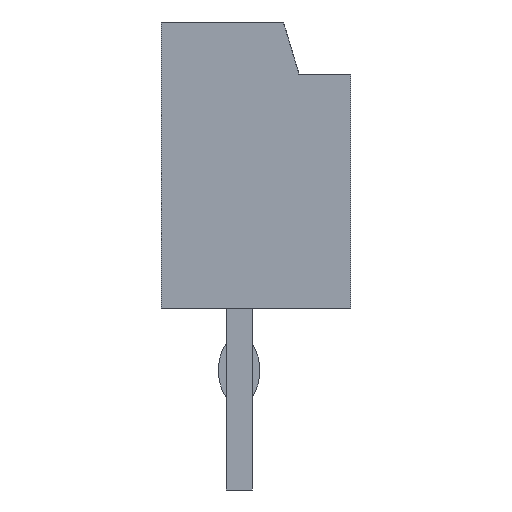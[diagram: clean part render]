
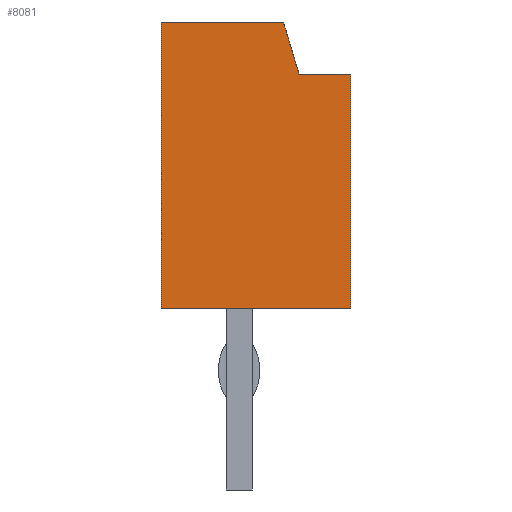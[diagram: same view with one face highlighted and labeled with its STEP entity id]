
A CAD part, left-side view. The second image highlights one B-rep face of the part: STEP entity #8081.
In plain terms, the highlighted planar face has unit normal (-1, 0, 0).
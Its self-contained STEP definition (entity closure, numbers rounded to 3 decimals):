
#32 = PLANE('',#33);
#33 = AXIS2_PLACEMENT_3D('',#34,#35,#36);
#34 = CARTESIAN_POINT('',(3.,1.5,2.75));
#35 = DIRECTION('',(0.,-1.,0.));
#36 = DIRECTION('',(1.,0.,0.));
#449 = VERTEX_POINT('',#450);
#450 = CARTESIAN_POINT('',(-2.,1.5,5.5));
#464 = PLANE('',#465);
#465 = AXIS2_PLACEMENT_3D('',#466,#467,#468);
#466 = CARTESIAN_POINT('',(8.,1.5,5.5));
#467 = DIRECTION('',(0.,0.,1.));
#468 = DIRECTION('',(-1.,0.,0.));
#476 = EDGE_CURVE('',#449,#477,#479,.T.);
#477 = VERTEX_POINT('',#478);
#478 = CARTESIAN_POINT('',(-2.,1.5,0.));
#479 = SURFACE_CURVE('',#480,(#484,#491),.PCURVE_S1.);
#480 = LINE('',#481,#482);
#481 = CARTESIAN_POINT('',(-2.,1.5,5.5));
#482 = VECTOR('',#483,1.);
#483 = DIRECTION('',(0.,0.,-1.));
#484 = PCURVE('',#32,#485);
#485 = DEFINITIONAL_REPRESENTATION('',(#486),#490);
#486 = LINE('',#487,#488);
#487 = CARTESIAN_POINT('',(-5.,2.75));
#488 = VECTOR('',#489,1.);
#489 = DIRECTION('',(0.,-1.));
#490 = ( GEOMETRIC_REPRESENTATION_CONTEXT(2) 
PARAMETRIC_REPRESENTATION_CONTEXT() REPRESENTATION_CONTEXT('2D SPACE',''
  ) );
#491 = PCURVE('',#492,#497);
#492 = PLANE('',#493);
#493 = AXIS2_PLACEMENT_3D('',#494,#495,#496);
#494 = CARTESIAN_POINT('',(-2.,1.5,5.5));
#495 = DIRECTION('',(-1.,0.,0.));
#496 = DIRECTION('',(0.,0.,-1.));
#497 = DEFINITIONAL_REPRESENTATION('',(#498),#502);
#498 = LINE('',#499,#500);
#499 = CARTESIAN_POINT('',(0.,0.));
#500 = VECTOR('',#501,1.);
#501 = DIRECTION('',(1.,0.));
#502 = ( GEOMETRIC_REPRESENTATION_CONTEXT(2) 
PARAMETRIC_REPRESENTATION_CONTEXT() REPRESENTATION_CONTEXT('2D SPACE',''
  ) );
#520 = PLANE('',#521);
#521 = AXIS2_PLACEMENT_3D('',#522,#523,#524);
#522 = CARTESIAN_POINT('',(-2.,1.5,0.));
#523 = DIRECTION('',(0.,0.,-1.));
#524 = DIRECTION('',(1.,0.,0.));
#782 = PLANE('',#783);
#783 = AXIS2_PLACEMENT_3D('',#784,#785,#786);
#784 = CARTESIAN_POINT('',(3.,-2.15,2.75));
#785 = DIRECTION('',(0.,-1.,0.));
#786 = DIRECTION('',(1.,0.,0.));
#2250 = PLANE('',#2251);
#2251 = AXIS2_PLACEMENT_3D('',#2252,#2253,#2254);
#2252 = CARTESIAN_POINT('',(8.,-2.15,4.5));
#2253 = DIRECTION('',(0.,0.,-1.));
#2254 = DIRECTION('',(0.,1.,0.));
#2278 = PLANE('',#2279);
#2279 = AXIS2_PLACEMENT_3D('',#2280,#2281,#2282);
#2280 = CARTESIAN_POINT('',(8.,-1.15,4.5));
#2281 = DIRECTION('',(0.,0.958,-0.287));
#2282 = DIRECTION('',(0.,0.287,0.958));
#2449 = VERTEX_POINT('',#2450);
#2450 = CARTESIAN_POINT('',(-2.,-0.85,5.5));
#2471 = EDGE_CURVE('',#449,#2449,#2472,.T.);
#2472 = SURFACE_CURVE('',#2473,(#2477,#2484),.PCURVE_S1.);
#2473 = LINE('',#2474,#2475);
#2474 = CARTESIAN_POINT('',(-2.,1.5,5.5));
#2475 = VECTOR('',#2476,1.);
#2476 = DIRECTION('',(0.,-1.,0.));
#2477 = PCURVE('',#464,#2478);
#2478 = DEFINITIONAL_REPRESENTATION('',(#2479),#2483);
#2479 = LINE('',#2480,#2481);
#2480 = CARTESIAN_POINT('',(10.,0.));
#2481 = VECTOR('',#2482,1.);
#2482 = DIRECTION('',(0.,1.));
#2483 = ( GEOMETRIC_REPRESENTATION_CONTEXT(2) 
PARAMETRIC_REPRESENTATION_CONTEXT() REPRESENTATION_CONTEXT('2D SPACE',''
  ) );
#2484 = PCURVE('',#492,#2485);
#2485 = DEFINITIONAL_REPRESENTATION('',(#2486),#2490);
#2486 = LINE('',#2487,#2488);
#2487 = CARTESIAN_POINT('',(0.,0.));
#2488 = VECTOR('',#2489,1.);
#2489 = DIRECTION('',(0.,1.));
#2490 = ( GEOMETRIC_REPRESENTATION_CONTEXT(2) 
PARAMETRIC_REPRESENTATION_CONTEXT() REPRESENTATION_CONTEXT('2D SPACE',''
  ) );
#3004 = VERTEX_POINT('',#3005);
#3005 = CARTESIAN_POINT('',(-2.,-1.15,4.5));
#3026 = EDGE_CURVE('',#3004,#2449,#3027,.T.);
#3027 = SURFACE_CURVE('',#3028,(#3032,#3039),.PCURVE_S1.);
#3028 = LINE('',#3029,#3030);
#3029 = CARTESIAN_POINT('',(-2.,-1.15,4.5));
#3030 = VECTOR('',#3031,1.);
#3031 = DIRECTION('',(0.,0.287,0.958));
#3032 = PCURVE('',#2278,#3033);
#3033 = DEFINITIONAL_REPRESENTATION('',(#3034),#3038);
#3034 = LINE('',#3035,#3036);
#3035 = CARTESIAN_POINT('',(0.,-10.));
#3036 = VECTOR('',#3037,1.);
#3037 = DIRECTION('',(1.,0.));
#3038 = ( GEOMETRIC_REPRESENTATION_CONTEXT(2) 
PARAMETRIC_REPRESENTATION_CONTEXT() REPRESENTATION_CONTEXT('2D SPACE',''
  ) );
#3039 = PCURVE('',#492,#3040);
#3040 = DEFINITIONAL_REPRESENTATION('',(#3041),#3045);
#3041 = LINE('',#3042,#3043);
#3042 = CARTESIAN_POINT('',(1.,2.65));
#3043 = VECTOR('',#3044,1.);
#3044 = DIRECTION('',(-0.958,-0.287));
#3045 = ( GEOMETRIC_REPRESENTATION_CONTEXT(2) 
PARAMETRIC_REPRESENTATION_CONTEXT() REPRESENTATION_CONTEXT('2D SPACE',''
  ) );
#3151 = VERTEX_POINT('',#3152);
#3152 = CARTESIAN_POINT('',(-2.,-2.15,4.5));
#3173 = EDGE_CURVE('',#3151,#3004,#3174,.T.);
#3174 = SURFACE_CURVE('',#3175,(#3179,#3186),.PCURVE_S1.);
#3175 = LINE('',#3176,#3177);
#3176 = CARTESIAN_POINT('',(-2.,-2.15,4.5));
#3177 = VECTOR('',#3178,1.);
#3178 = DIRECTION('',(0.,1.,0.));
#3179 = PCURVE('',#2250,#3180);
#3180 = DEFINITIONAL_REPRESENTATION('',(#3181),#3185);
#3181 = LINE('',#3182,#3183);
#3182 = CARTESIAN_POINT('',(0.,-10.));
#3183 = VECTOR('',#3184,1.);
#3184 = DIRECTION('',(1.,0.));
#3185 = ( GEOMETRIC_REPRESENTATION_CONTEXT(2) 
PARAMETRIC_REPRESENTATION_CONTEXT() REPRESENTATION_CONTEXT('2D SPACE',''
  ) );
#3186 = PCURVE('',#492,#3187);
#3187 = DEFINITIONAL_REPRESENTATION('',(#3188),#3192);
#3188 = LINE('',#3189,#3190);
#3189 = CARTESIAN_POINT('',(1.,3.65));
#3190 = VECTOR('',#3191,1.);
#3191 = DIRECTION('',(0.,-1.));
#3192 = ( GEOMETRIC_REPRESENTATION_CONTEXT(2) 
PARAMETRIC_REPRESENTATION_CONTEXT() REPRESENTATION_CONTEXT('2D SPACE',''
  ) );
#3347 = VERTEX_POINT('',#3348);
#3348 = CARTESIAN_POINT('',(-2.,-2.15,0.));
#3369 = EDGE_CURVE('',#3151,#3347,#3370,.T.);
#3370 = SURFACE_CURVE('',#3371,(#3375,#3382),.PCURVE_S1.);
#3371 = LINE('',#3372,#3373);
#3372 = CARTESIAN_POINT('',(-2.,-2.15,4.5));
#3373 = VECTOR('',#3374,1.);
#3374 = DIRECTION('',(0.,0.,-1.));
#3375 = PCURVE('',#782,#3376);
#3376 = DEFINITIONAL_REPRESENTATION('',(#3377),#3381);
#3377 = LINE('',#3378,#3379);
#3378 = CARTESIAN_POINT('',(-5.,1.75));
#3379 = VECTOR('',#3380,1.);
#3380 = DIRECTION('',(0.,-1.));
#3381 = ( GEOMETRIC_REPRESENTATION_CONTEXT(2) 
PARAMETRIC_REPRESENTATION_CONTEXT() REPRESENTATION_CONTEXT('2D SPACE',''
  ) );
#3382 = PCURVE('',#492,#3383);
#3383 = DEFINITIONAL_REPRESENTATION('',(#3384),#3388);
#3384 = LINE('',#3385,#3386);
#3385 = CARTESIAN_POINT('',(1.,3.65));
#3386 = VECTOR('',#3387,1.);
#3387 = DIRECTION('',(1.,0.));
#3388 = ( GEOMETRIC_REPRESENTATION_CONTEXT(2) 
PARAMETRIC_REPRESENTATION_CONTEXT() REPRESENTATION_CONTEXT('2D SPACE',''
  ) );
#4357 = EDGE_CURVE('',#477,#3347,#4358,.T.);
#4358 = SURFACE_CURVE('',#4359,(#4363,#4370),.PCURVE_S1.);
#4359 = LINE('',#4360,#4361);
#4360 = CARTESIAN_POINT('',(-2.,1.5,0.));
#4361 = VECTOR('',#4362,1.);
#4362 = DIRECTION('',(0.,-1.,0.));
#4363 = PCURVE('',#520,#4364);
#4364 = DEFINITIONAL_REPRESENTATION('',(#4365),#4369);
#4365 = LINE('',#4366,#4367);
#4366 = CARTESIAN_POINT('',(0.,0.));
#4367 = VECTOR('',#4368,1.);
#4368 = DIRECTION('',(0.,1.));
#4369 = ( GEOMETRIC_REPRESENTATION_CONTEXT(2) 
PARAMETRIC_REPRESENTATION_CONTEXT() REPRESENTATION_CONTEXT('2D SPACE',''
  ) );
#4370 = PCURVE('',#492,#4371);
#4371 = DEFINITIONAL_REPRESENTATION('',(#4372),#4376);
#4372 = LINE('',#4373,#4374);
#4373 = CARTESIAN_POINT('',(5.5,0.));
#4374 = VECTOR('',#4375,1.);
#4375 = DIRECTION('',(0.,1.));
#4376 = ( GEOMETRIC_REPRESENTATION_CONTEXT(2) 
PARAMETRIC_REPRESENTATION_CONTEXT() REPRESENTATION_CONTEXT('2D SPACE',''
  ) );
#8081 = ADVANCED_FACE('',(#8082),#492,.T.);
#8082 = FACE_BOUND('',#8083,.F.);
#8083 = EDGE_LOOP('',(#8084,#8085,#8086,#8087,#8088,#8089));
#8084 = ORIENTED_EDGE('',*,*,#3173,.F.);
#8085 = ORIENTED_EDGE('',*,*,#3369,.T.);
#8086 = ORIENTED_EDGE('',*,*,#4357,.F.);
#8087 = ORIENTED_EDGE('',*,*,#476,.F.);
#8088 = ORIENTED_EDGE('',*,*,#2471,.T.);
#8089 = ORIENTED_EDGE('',*,*,#3026,.F.);
